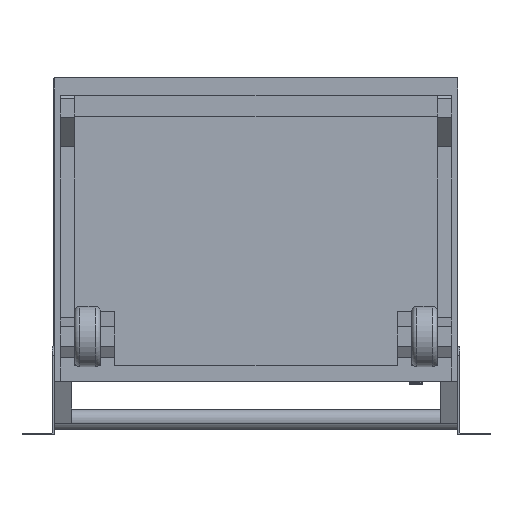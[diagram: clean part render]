
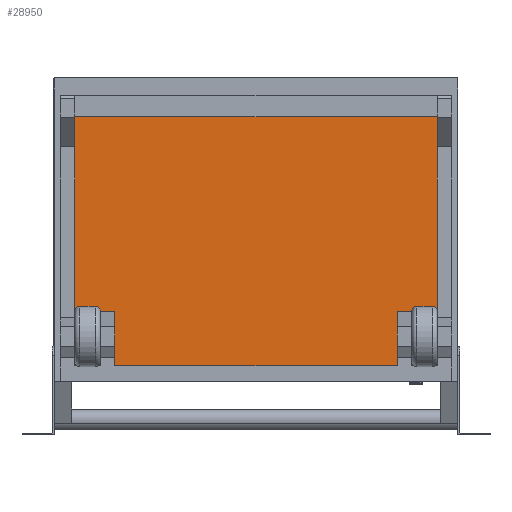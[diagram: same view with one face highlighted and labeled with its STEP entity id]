
A CAD part, front view. The second image highlights one B-rep face of the part: STEP entity #28950.
In plain terms, the highlighted planar face has unit normal (0, -1, 0).
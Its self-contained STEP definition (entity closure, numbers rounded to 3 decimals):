
#22720=CARTESIAN_POINT('',(2050.05,174.5,-179.45));
#22730=VERTEX_POINT('',#22720);
#22760=CARTESIAN_POINT('',(2050.05,174.5,-341.55));
#22770=DIRECTION('',(0.,0.,-1.));
#22780=VECTOR('',#22770,1.);
#22790=LINE('',#22760,#22780);
#22800=CARTESIAN_POINT('',(2050.05,174.5,-590.45));
#22810=VERTEX_POINT('',#22800);
#22820=EDGE_CURVE('',#22730,#22810,#22790,.T.);
#23840=CARTESIAN_POINT('',(2648.05,174.5,-590.45));
#23850=VERTEX_POINT('',#23840);
#23880=CARTESIAN_POINT('',(2648.05,174.5,-341.55));
#23890=DIRECTION('',(0.,0.,-1.));
#23900=VECTOR('',#23890,1.);
#23910=LINE('',#23880,#23900);
#23920=CARTESIAN_POINT('',(2648.05,174.5,-179.45));
#23930=VERTEX_POINT('',#23920);
#23940=EDGE_CURVE('',#23930,#23850,#23910,.T.);
#28180=CARTESIAN_POINT('',(2352.05,174.5,-128.95));
#28190=DIRECTION('',(0.,1.,0.));
#28200=DIRECTION('',(0.,0.,-1.));
#28210=AXIS2_PLACEMENT_3D('',#28180,#28190,#28200);
#28220=PLANE('',#28210);
#28230=ORIENTED_EDGE('',*,*,#22820,.T.);
#28240=CARTESIAN_POINT('',(2381.05,174.5,-179.45));
#28250=DIRECTION('',(1.,0.,0.));
#28260=VECTOR('',#28250,1.);
#28270=LINE('',#28240,#28260);
#28280=EDGE_CURVE('',#22730,#23930,#28270,.T.);
#28290=ORIENTED_EDGE('',*,*,#28280,.F.);
#28300=ORIENTED_EDGE('',*,*,#23940,.F.);
#28310=CARTESIAN_POINT('',(2381.05,174.5,-590.45));
#28320=DIRECTION('',(-1.,0.,0.));
#28330=VECTOR('',#28320,1.);
#28340=LINE('',#28310,#28330);
#28350=CARTESIAN_POINT('',(2606.05,174.5,-590.45));
#28360=VERTEX_POINT('',#28350);
#28370=EDGE_CURVE('',#23850,#28360,#28340,.T.);
#28380=ORIENTED_EDGE('',*,*,#28370,.F.);
#28390=CARTESIAN_POINT('',(2606.05,174.5,-341.55));
#28400=DIRECTION('',(0.,0.,-1.));
#28410=VECTOR('',#28400,1.);
#28420=LINE('',#28390,#28410);
#28430=CARTESIAN_POINT('',(2606.05,174.5,-500.567));
#28440=VERTEX_POINT('',#28430);
#28450=EDGE_CURVE('',#28440,#28360,#28420,.T.);
#28460=ORIENTED_EDGE('',*,*,#28450,.T.);
#28470=CARTESIAN_POINT('',(2381.05,174.5,-500.567));
#28480=DIRECTION('',(-1.,0.,0.));
#28490=VECTOR('',#28480,1.);
#28500=LINE('',#28470,#28490);
#28510=CARTESIAN_POINT('',(2582.05,174.5,-500.567));
#28520=VERTEX_POINT('',#28510);
#28530=EDGE_CURVE('',#28440,#28520,#28500,.T.);
#28540=ORIENTED_EDGE('',*,*,#28530,.F.);
#28550=CARTESIAN_POINT('',(2582.05,174.5,-341.55));
#28560=DIRECTION('',(0.,0.,-1.));
#28570=VECTOR('',#28560,1.);
#28580=LINE('',#28550,#28570);
#28590=CARTESIAN_POINT('',(2582.05,174.5,-590.45));
#28600=VERTEX_POINT('',#28590);
#28610=EDGE_CURVE('',#28520,#28600,#28580,.T.);
#28620=ORIENTED_EDGE('',*,*,#28610,.F.);
#28630=CARTESIAN_POINT('',(2116.05,174.5,-590.45));
#28640=VERTEX_POINT('',#28630);
#28650=EDGE_CURVE('',#28600,#28640,#28340,.T.);
#28660=ORIENTED_EDGE('',*,*,#28650,.F.);
#28670=CARTESIAN_POINT('',(2116.05,174.5,-341.55));
#28680=DIRECTION('',(0.,0.,-1.));
#28690=VECTOR('',#28680,1.);
#28700=LINE('',#28670,#28690);
#28710=CARTESIAN_POINT('',(2116.05,174.5,-500.567));
#28720=VERTEX_POINT('',#28710);
#28730=EDGE_CURVE('',#28720,#28640,#28700,.T.);
#28740=ORIENTED_EDGE('',*,*,#28730,.T.);
#28750=CARTESIAN_POINT('',(2381.05,174.5,-500.567));
#28760=DIRECTION('',(-1.,0.,0.));
#28770=VECTOR('',#28760,1.);
#28780=LINE('',#28750,#28770);
#28790=CARTESIAN_POINT('',(2092.05,174.5,-500.567));
#28800=VERTEX_POINT('',#28790);
#28810=EDGE_CURVE('',#28720,#28800,#28780,.T.);
#28820=ORIENTED_EDGE('',*,*,#28810,.F.);
#28830=CARTESIAN_POINT('',(2092.05,174.5,-341.55));
#28840=DIRECTION('',(0.,0.,-1.));
#28850=VECTOR('',#28840,1.);
#28860=LINE('',#28830,#28850);
#28870=CARTESIAN_POINT('',(2092.05,174.5,-590.45));
#28880=VERTEX_POINT('',#28870);
#28890=EDGE_CURVE('',#28800,#28880,#28860,.T.);
#28900=ORIENTED_EDGE('',*,*,#28890,.F.);
#28910=EDGE_CURVE('',#28880,#22810,#28340,.T.);
#28920=ORIENTED_EDGE('',*,*,#28910,.F.);
#28930=EDGE_LOOP('',(#28920,#28900,#28820,#28740,#28660,#28620,#28540,
#28460,#28380,#28300,#28290,#28230));
#28940=FACE_OUTER_BOUND('',#28930,.T.);
#28950=ADVANCED_FACE('',(#28940),#28220,.F.);
